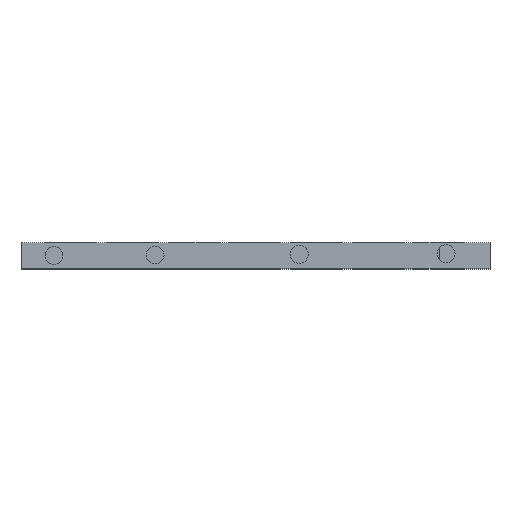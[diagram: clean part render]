
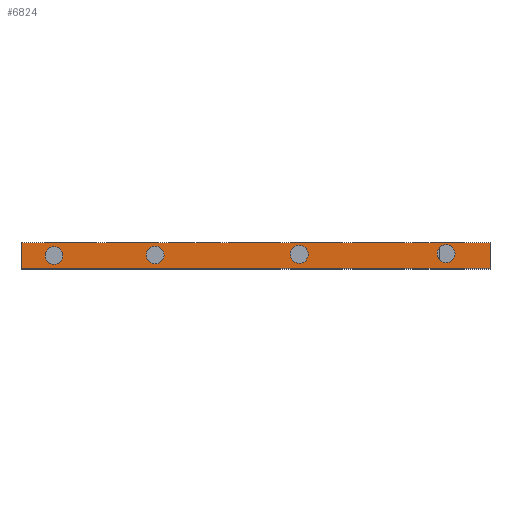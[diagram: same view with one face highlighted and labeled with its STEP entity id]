
A CAD part, top view. The second image highlights one B-rep face of the part: STEP entity #6824.
In plain terms, the highlighted planar face has unit normal (0, 0, 1).
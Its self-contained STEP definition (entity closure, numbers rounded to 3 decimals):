
#72=FACE_BOUND('',#2665,.T.);
#73=FACE_BOUND('',#2666,.T.);
#74=FACE_BOUND('',#2667,.T.);
#75=FACE_BOUND('',#2668,.T.);
#1042=LINE('',#10693,#1951);
#1046=LINE('',#10699,#1955);
#1048=LINE('',#10703,#1957);
#1049=LINE('',#10705,#1958);
#1951=VECTOR('',#8800,10.);
#1955=VECTOR('',#8806,10.);
#1957=VECTOR('',#8810,10.);
#1958=VECTOR('',#8813,10.);
#2282=FACE_OUTER_BOUND('',#2664,.T.);
#2664=EDGE_LOOP('',(#5882,#5883,#5884,#5885));
#2665=EDGE_LOOP('',(#5886));
#2666=EDGE_LOOP('',(#5887));
#2667=EDGE_LOOP('',(#5888));
#2668=EDGE_LOOP('',(#5889));
#2741=CIRCLE('',#7183,1.75);
#2742=CIRCLE('',#7185,1.75);
#2743=CIRCLE('',#7187,1.75);
#2744=CIRCLE('',#7189,1.75);
#3363=VERTEX_POINT('',#10675);
#3364=VERTEX_POINT('',#10679);
#3365=VERTEX_POINT('',#10683);
#3366=VERTEX_POINT('',#10687);
#3367=VERTEX_POINT('',#10691);
#3368=VERTEX_POINT('',#10692);
#3369=VERTEX_POINT('',#10697);
#3370=VERTEX_POINT('',#10701);
#4294=EDGE_CURVE('',#3363,#3363,#2741,.T.);
#4296=EDGE_CURVE('',#3364,#3364,#2742,.T.);
#4298=EDGE_CURVE('',#3365,#3365,#2743,.T.);
#4300=EDGE_CURVE('',#3366,#3366,#2744,.T.);
#4302=EDGE_CURVE('',#3367,#3368,#1042,.T.);
#4306=EDGE_CURVE('',#3369,#3367,#1046,.T.);
#4308=EDGE_CURVE('',#3370,#3368,#1048,.T.);
#4309=EDGE_CURVE('',#3370,#3369,#1049,.T.);
#5882=ORIENTED_EDGE('',*,*,#4309,.F.);
#5883=ORIENTED_EDGE('',*,*,#4308,.T.);
#5884=ORIENTED_EDGE('',*,*,#4302,.F.);
#5885=ORIENTED_EDGE('',*,*,#4306,.F.);
#5886=ORIENTED_EDGE('',*,*,#4294,.T.);
#5887=ORIENTED_EDGE('',*,*,#4296,.T.);
#5888=ORIENTED_EDGE('',*,*,#4298,.T.);
#5889=ORIENTED_EDGE('',*,*,#4300,.T.);
#6499=PLANE('',#7193);
#6824=ADVANCED_FACE('',(#2282,#72,#73,#74,#75),#6499,.T.);
#7183=AXIS2_PLACEMENT_3D('',#10676,#8780,#8781);
#7185=AXIS2_PLACEMENT_3D('',#10680,#8785,#8786);
#7187=AXIS2_PLACEMENT_3D('',#10684,#8790,#8791);
#7189=AXIS2_PLACEMENT_3D('',#10688,#8795,#8796);
#7193=AXIS2_PLACEMENT_3D('',#10704,#8811,#8812);
#8780=DIRECTION('center_axis',(0.,0.,-1.));
#8781=DIRECTION('ref_axis',(-1.,0.,0.));
#8785=DIRECTION('center_axis',(0.,0.,-1.));
#8786=DIRECTION('ref_axis',(-1.,0.,0.));
#8790=DIRECTION('center_axis',(0.,0.,-1.));
#8791=DIRECTION('ref_axis',(-1.,0.,0.));
#8795=DIRECTION('center_axis',(0.,0.,-1.));
#8796=DIRECTION('ref_axis',(-1.,0.,0.));
#8800=DIRECTION('',(-1.,0.,0.));
#8806=DIRECTION('',(0.,-1.,0.));
#8810=DIRECTION('',(0.,-1.,0.));
#8811=DIRECTION('center_axis',(0.,0.,1.));
#8812=DIRECTION('ref_axis',(-1.,0.,0.));
#8813=DIRECTION('',(1.,0.,0.));
#10675=CARTESIAN_POINT('',(61.358,352.739,278.783));
#10676=CARTESIAN_POINT('Origin',(59.608,352.739,278.783));
#10679=CARTESIAN_POINT('',(33.15,352.604,278.783));
#10680=CARTESIAN_POINT('Origin',(31.4,352.604,278.783));
#10683=CARTESIAN_POINT('',(90.109,352.875,278.783));
#10684=CARTESIAN_POINT('Origin',(88.359,352.875,278.783));
#10687=CARTESIAN_POINT('',(13.35,352.5,278.783));
#10688=CARTESIAN_POINT('Origin',(11.6,352.5,278.783));
#10691=CARTESIAN_POINT('',(96.942,350.,278.783));
#10692=CARTESIAN_POINT('',(5.342,350.,278.783));
#10693=CARTESIAN_POINT('',(5.342,350.,278.783));
#10697=CARTESIAN_POINT('',(96.942,355.,278.783));
#10699=CARTESIAN_POINT('',(96.942,355.,278.783));
#10701=CARTESIAN_POINT('',(5.342,355.,278.783));
#10703=CARTESIAN_POINT('',(5.342,355.,278.783));
#10704=CARTESIAN_POINT('Origin',(96.942,355.,278.783));
#10705=CARTESIAN_POINT('',(5.342,355.,278.783));
